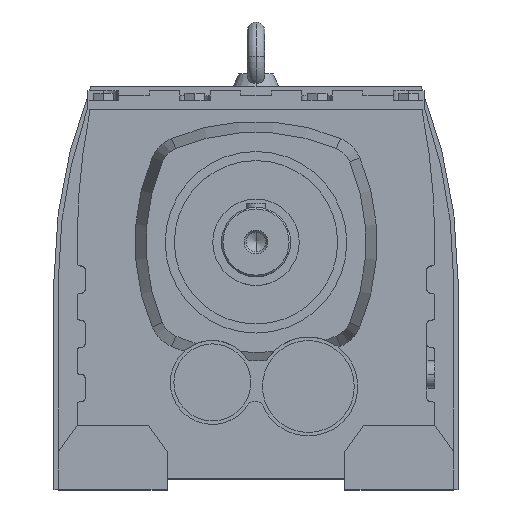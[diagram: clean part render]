
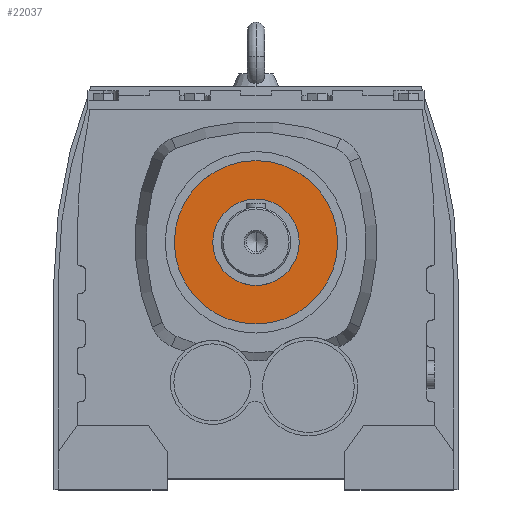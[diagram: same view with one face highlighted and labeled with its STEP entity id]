
A CAD part, top view. The second image highlights one B-rep face of the part: STEP entity #22037.
In plain terms, the highlighted planar face has unit normal (0, 0, 1).
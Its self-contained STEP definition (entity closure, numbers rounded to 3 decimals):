
#20136 = CYLINDRICAL_SURFACE('',#20137,82.688);
#20137 = AXIS2_PLACEMENT_3D('',#20138,#20139,#20140);
#20138 = CARTESIAN_POINT('',(0.,20.4,495.));
#20139 = DIRECTION('',(0.,0.,1.));
#20140 = DIRECTION('',(0.,-1.,0.));
#20166 = CYLINDRICAL_SURFACE('',#20167,82.688);
#20167 = AXIS2_PLACEMENT_3D('',#20168,#20169,#20170);
#20168 = CARTESIAN_POINT('',(0.,20.4,495.));
#20169 = DIRECTION('',(0.,0.,1.));
#20170 = DIRECTION('',(0.,-1.,0.));
#21166 = EDGE_CURVE('',#21167,#21169,#21171,.T.);
#21167 = VERTEX_POINT('',#21168);
#21168 = CARTESIAN_POINT('',(0.,-62.288,341.));
#21169 = VERTEX_POINT('',#21170);
#21170 = CARTESIAN_POINT('',(0.,103.088,341.));
#21171 = SURFACE_CURVE('',#21172,(#21177,#21183),.PCURVE_S1.);
#21172 = CIRCLE('',#21173,82.688);
#21173 = AXIS2_PLACEMENT_3D('',#21174,#21175,#21176);
#21174 = CARTESIAN_POINT('',(0.,20.4,341.));
#21175 = DIRECTION('',(0.,0.,-1.));
#21176 = DIRECTION('',(-1.,0.,0.));
#21177 = PCURVE('',#20166,#21178);
#21178 = DEFINITIONAL_REPRESENTATION('',(#21179),#21182);
#21179 = B_SPLINE_CURVE_WITH_KNOTS('',1,(#21180,#21181),.UNSPECIFIED.,
  .F.,.F.,(2,2),(4.712,7.854),
  .PIECEWISE_BEZIER_KNOTS.);
#21180 = CARTESIAN_POINT('',(6.283,-154.));
#21181 = CARTESIAN_POINT('',(3.142,-154.));
#21182 = ( GEOMETRIC_REPRESENTATION_CONTEXT(2) 
PARAMETRIC_REPRESENTATION_CONTEXT() REPRESENTATION_CONTEXT('2D SPACE',''
  ) );
#21183 = PCURVE('',#21184,#21189);
#21184 = PLANE('',#21185);
#21185 = AXIS2_PLACEMENT_3D('',#21186,#21187,#21188);
#21186 = CARTESIAN_POINT('',(-35.669,7.069,341.));
#21187 = DIRECTION('',(0.,0.,-1.));
#21188 = DIRECTION('',(-1.,0.,0.));
#21189 = DEFINITIONAL_REPRESENTATION('',(#21190),#21194);
#21190 = CIRCLE('',#21191,82.688);
#21191 = AXIS2_PLACEMENT_2D('',#21192,#21193);
#21192 = CARTESIAN_POINT('',(-35.669,13.331));
#21193 = DIRECTION('',(1.,0.));
#21194 = ( GEOMETRIC_REPRESENTATION_CONTEXT(2) 
PARAMETRIC_REPRESENTATION_CONTEXT() REPRESENTATION_CONTEXT('2D SPACE',''
  ) );
#21241 = EDGE_CURVE('',#21169,#21167,#21242,.T.);
#21242 = SURFACE_CURVE('',#21243,(#21248,#21254),.PCURVE_S1.);
#21243 = CIRCLE('',#21244,82.688);
#21244 = AXIS2_PLACEMENT_3D('',#21245,#21246,#21247);
#21245 = CARTESIAN_POINT('',(0.,20.4,341.));
#21246 = DIRECTION('',(0.,0.,-1.));
#21247 = DIRECTION('',(-1.,0.,0.));
#21248 = PCURVE('',#20136,#21249);
#21249 = DEFINITIONAL_REPRESENTATION('',(#21250),#21253);
#21250 = B_SPLINE_CURVE_WITH_KNOTS('',1,(#21251,#21252),.UNSPECIFIED.,
  .F.,.F.,(2,2),(1.571,4.712),
  .PIECEWISE_BEZIER_KNOTS.);
#21251 = CARTESIAN_POINT('',(3.142,-154.));
#21252 = CARTESIAN_POINT('',(0.,-154.));
#21253 = ( GEOMETRIC_REPRESENTATION_CONTEXT(2) 
PARAMETRIC_REPRESENTATION_CONTEXT() REPRESENTATION_CONTEXT('2D SPACE',''
  ) );
#21254 = PCURVE('',#21184,#21255);
#21255 = DEFINITIONAL_REPRESENTATION('',(#21256),#21260);
#21256 = CIRCLE('',#21257,82.688);
#21257 = AXIS2_PLACEMENT_2D('',#21258,#21259);
#21258 = CARTESIAN_POINT('',(-35.669,13.331));
#21259 = DIRECTION('',(1.,0.));
#21260 = ( GEOMETRIC_REPRESENTATION_CONTEXT(2) 
PARAMETRIC_REPRESENTATION_CONTEXT() REPRESENTATION_CONTEXT('2D SPACE',''
  ) );
#22037 = ADVANCED_FACE('',(#22038,#22042),#21184,.F.);
#22038 = FACE_BOUND('',#22039,.T.);
#22039 = EDGE_LOOP('',(#22040,#22041));
#22040 = ORIENTED_EDGE('',*,*,#21166,.F.);
#22041 = ORIENTED_EDGE('',*,*,#21241,.F.);
#22042 = FACE_BOUND('',#22043,.T.);
#22043 = EDGE_LOOP('',(#22044,#22078));
#22044 = ORIENTED_EDGE('',*,*,#22045,.F.);
#22045 = EDGE_CURVE('',#22046,#22048,#22050,.T.);
#22046 = VERTEX_POINT('',#22047);
#22047 = CARTESIAN_POINT('',(0.,-23.35,341.));
#22048 = VERTEX_POINT('',#22049);
#22049 = CARTESIAN_POINT('',(0.,64.15,341.));
#22050 = SURFACE_CURVE('',#22051,(#22056,#22067),.PCURVE_S1.);
#22051 = CIRCLE('',#22052,43.75);
#22052 = AXIS2_PLACEMENT_3D('',#22053,#22054,#22055);
#22053 = CARTESIAN_POINT('',(0.,20.4,341.));
#22054 = DIRECTION('',(0.,0.,1.));
#22055 = DIRECTION('',(-1.,0.,0.));
#22056 = PCURVE('',#21184,#22057);
#22057 = DEFINITIONAL_REPRESENTATION('',(#22058),#22066);
#22058 = ( BOUNDED_CURVE() B_SPLINE_CURVE(2,(#22059,#22060,#22061,#22062
    ,#22063,#22064,#22065),.UNSPECIFIED.,.F.,.F.) 
B_SPLINE_CURVE_WITH_KNOTS((1,2,2,2,2,1),(-2.094,0.,
    2.094,4.189,6.283,8.378),
.UNSPECIFIED.) CURVE() GEOMETRIC_REPRESENTATION_ITEM() 
RATIONAL_B_SPLINE_CURVE((1.,0.5,1.,0.5,1.,0.5,1.)) REPRESENTATION_ITEM(
  '') );
#22059 = CARTESIAN_POINT('',(8.081,13.331));
#22060 = CARTESIAN_POINT('',(8.081,-62.446));
#22061 = CARTESIAN_POINT('',(-57.544,-24.557));
#22062 = CARTESIAN_POINT('',(-123.169,13.331));
#22063 = CARTESIAN_POINT('',(-57.544,51.22));
#22064 = CARTESIAN_POINT('',(8.081,89.109));
#22065 = CARTESIAN_POINT('',(8.081,13.331));
#22066 = ( GEOMETRIC_REPRESENTATION_CONTEXT(2) 
PARAMETRIC_REPRESENTATION_CONTEXT() REPRESENTATION_CONTEXT('2D SPACE',''
  ) );
#22067 = PCURVE('',#22068,#22073);
#22068 = CYLINDRICAL_SURFACE('',#22069,43.75);
#22069 = AXIS2_PLACEMENT_3D('',#22070,#22071,#22072);
#22070 = CARTESIAN_POINT('',(0.,20.4,495.));
#22071 = DIRECTION('',(0.,0.,1.));
#22072 = DIRECTION('',(0.,-1.,0.));
#22073 = DEFINITIONAL_REPRESENTATION('',(#22074),#22077);
#22074 = B_SPLINE_CURVE_WITH_KNOTS('',1,(#22075,#22076),.UNSPECIFIED.,
  .F.,.F.,(2,2),(1.571,4.712),
  .PIECEWISE_BEZIER_KNOTS.);
#22075 = CARTESIAN_POINT('',(0.,-154.));
#22076 = CARTESIAN_POINT('',(3.142,-154.));
#22077 = ( GEOMETRIC_REPRESENTATION_CONTEXT(2) 
PARAMETRIC_REPRESENTATION_CONTEXT() REPRESENTATION_CONTEXT('2D SPACE',''
  ) );
#22078 = ORIENTED_EDGE('',*,*,#22079,.F.);
#22079 = EDGE_CURVE('',#22048,#22046,#22080,.T.);
#22080 = SURFACE_CURVE('',#22081,(#22086,#22097),.PCURVE_S1.);
#22081 = CIRCLE('',#22082,43.75);
#22082 = AXIS2_PLACEMENT_3D('',#22083,#22084,#22085);
#22083 = CARTESIAN_POINT('',(0.,20.4,341.));
#22084 = DIRECTION('',(0.,0.,1.));
#22085 = DIRECTION('',(-1.,0.,0.));
#22086 = PCURVE('',#21184,#22087);
#22087 = DEFINITIONAL_REPRESENTATION('',(#22088),#22096);
#22088 = ( BOUNDED_CURVE() B_SPLINE_CURVE(2,(#22089,#22090,#22091,#22092
    ,#22093,#22094,#22095),.UNSPECIFIED.,.F.,.F.) 
B_SPLINE_CURVE_WITH_KNOTS((1,2,2,2,2,1),(-2.094,0.,
    2.094,4.189,6.283,8.378),
.UNSPECIFIED.) CURVE() GEOMETRIC_REPRESENTATION_ITEM() 
RATIONAL_B_SPLINE_CURVE((1.,0.5,1.,0.5,1.,0.5,1.)) REPRESENTATION_ITEM(
  '') );
#22089 = CARTESIAN_POINT('',(8.081,13.331));
#22090 = CARTESIAN_POINT('',(8.081,-62.446));
#22091 = CARTESIAN_POINT('',(-57.544,-24.557));
#22092 = CARTESIAN_POINT('',(-123.169,13.331));
#22093 = CARTESIAN_POINT('',(-57.544,51.22));
#22094 = CARTESIAN_POINT('',(8.081,89.109));
#22095 = CARTESIAN_POINT('',(8.081,13.331));
#22096 = ( GEOMETRIC_REPRESENTATION_CONTEXT(2) 
PARAMETRIC_REPRESENTATION_CONTEXT() REPRESENTATION_CONTEXT('2D SPACE',''
  ) );
#22097 = PCURVE('',#22098,#22103);
#22098 = CYLINDRICAL_SURFACE('',#22099,43.75);
#22099 = AXIS2_PLACEMENT_3D('',#22100,#22101,#22102);
#22100 = CARTESIAN_POINT('',(0.,20.4,495.));
#22101 = DIRECTION('',(0.,0.,1.));
#22102 = DIRECTION('',(0.,-1.,0.));
#22103 = DEFINITIONAL_REPRESENTATION('',(#22104),#22107);
#22104 = B_SPLINE_CURVE_WITH_KNOTS('',1,(#22105,#22106),.UNSPECIFIED.,
  .F.,.F.,(2,2),(4.712,7.854),
  .PIECEWISE_BEZIER_KNOTS.);
#22105 = CARTESIAN_POINT('',(3.142,-154.));
#22106 = CARTESIAN_POINT('',(6.283,-154.));
#22107 = ( GEOMETRIC_REPRESENTATION_CONTEXT(2) 
PARAMETRIC_REPRESENTATION_CONTEXT() REPRESENTATION_CONTEXT('2D SPACE',''
  ) );
